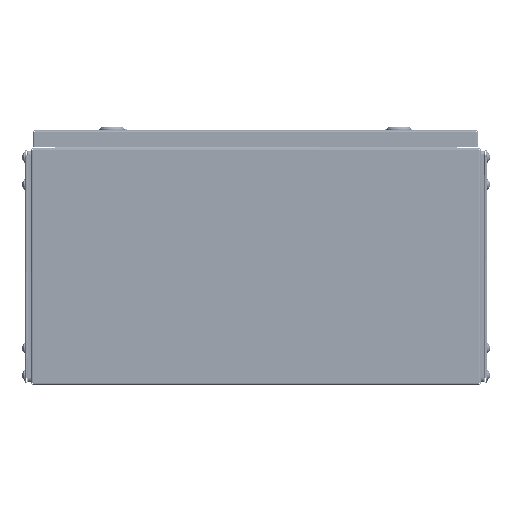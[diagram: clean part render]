
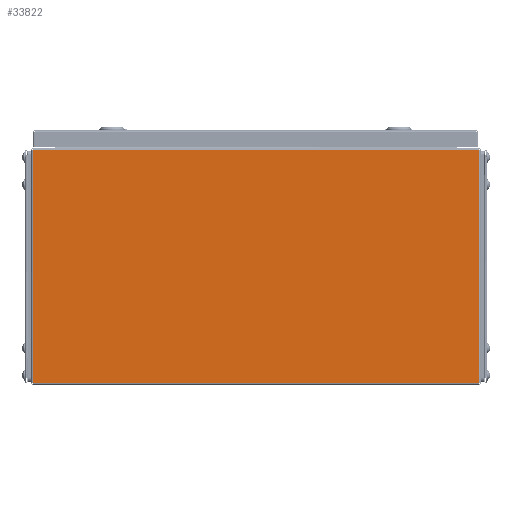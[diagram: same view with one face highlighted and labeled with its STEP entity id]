
A CAD part, left-side view. The second image highlights one B-rep face of the part: STEP entity #33822.
In plain terms, the highlighted planar face has unit normal (-1, 0, 0).
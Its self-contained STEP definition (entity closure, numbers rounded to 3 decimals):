
#4660 = EDGE_LOOP ( 'NONE', ( #68384, #64079, #19521, #56266 ) ) ;
#5266 = CARTESIAN_POINT ( 'NONE',  ( -250., -245.5, 0. ) ) ;
#5879 = CARTESIAN_POINT ( 'NONE',  ( -250., 245.5, 0. ) ) ;
#10133 = LINE ( 'NONE', #29449, #33651 ) ;
#11342 = VERTEX_POINT ( 'NONE', #39840 ) ;
#11932 = LINE ( 'NONE', #5879, #47043 ) ;
#13899 = EDGE_CURVE ( 'NONE', #76415, #40806, #11932, .T. ) ;
#14485 = VERTEX_POINT ( 'NONE', #24684 ) ;
#15066 = DIRECTION ( 'NONE',  ( 1., 0., 0. ) ) ;
#16483 = CARTESIAN_POINT ( 'NONE',  ( -250., 245.5, 257.5 ) ) ;
#19521 = ORIENTED_EDGE ( 'NONE', *, *, #35649, .F. ) ;
#24684 = CARTESIAN_POINT ( 'NONE',  ( -250., -245.5, 1. ) ) ;
#27095 = FACE_OUTER_BOUND ( 'NONE', #4660, .T. ) ;
#27509 = CARTESIAN_POINT ( 'NONE',  ( -250., 0., 0. ) ) ;
#29449 = CARTESIAN_POINT ( 'NONE',  ( -250., 245.5, 1. ) ) ;
#30909 = CARTESIAN_POINT ( 'NONE',  ( -250., -245.5, 257.5 ) ) ;
#31441 = DIRECTION ( 'NONE',  ( 0., 0., 1. ) ) ;
#33651 = VECTOR ( 'NONE', #76268, 1000. ) ;
#33822 = ADVANCED_FACE ( 'NONE', ( #27095 ), #66170, .F. ) ;
#34177 = AXIS2_PLACEMENT_3D ( 'NONE', #27509, #15066, #59718 ) ;
#35649 = EDGE_CURVE ( 'NONE', #14485, #40806, #10133, .T. ) ;
#38212 = DIRECTION ( 'NONE',  ( 0., 1., 0. ) ) ;
#39840 = CARTESIAN_POINT ( 'NONE',  ( -250., -245.5, 257.5 ) ) ;
#40806 = VERTEX_POINT ( 'NONE', #75699 ) ;
#42015 = VECTOR ( 'NONE', #38212, 1000. ) ;
#42956 = LINE ( 'NONE', #30909, #42015 ) ;
#47043 = VECTOR ( 'NONE', #76368, 1000. ) ;
#48898 = EDGE_CURVE ( 'NONE', #11342, #76415, #42956, .T. ) ;
#50013 = VECTOR ( 'NONE', #31441, 1000. ) ;
#56266 = ORIENTED_EDGE ( 'NONE', *, *, #69474, .T. ) ;
#59718 = DIRECTION ( 'NONE',  ( 0., 0., -1. ) ) ;
#64079 = ORIENTED_EDGE ( 'NONE', *, *, #13899, .T. ) ;
#64099 = LINE ( 'NONE', #5266, #50013 ) ;
#66170 = PLANE ( 'NONE',  #34177 ) ;
#68384 = ORIENTED_EDGE ( 'NONE', *, *, #48898, .T. ) ;
#69474 = EDGE_CURVE ( 'NONE', #14485, #11342, #64099, .T. ) ;
#75699 = CARTESIAN_POINT ( 'NONE',  ( -250., 245.5, 1. ) ) ;
#76268 = DIRECTION ( 'NONE',  ( 0., 1., 0. ) ) ;
#76368 = DIRECTION ( 'NONE',  ( 0., 0., -1. ) ) ;
#76415 = VERTEX_POINT ( 'NONE', #16483 ) ;
